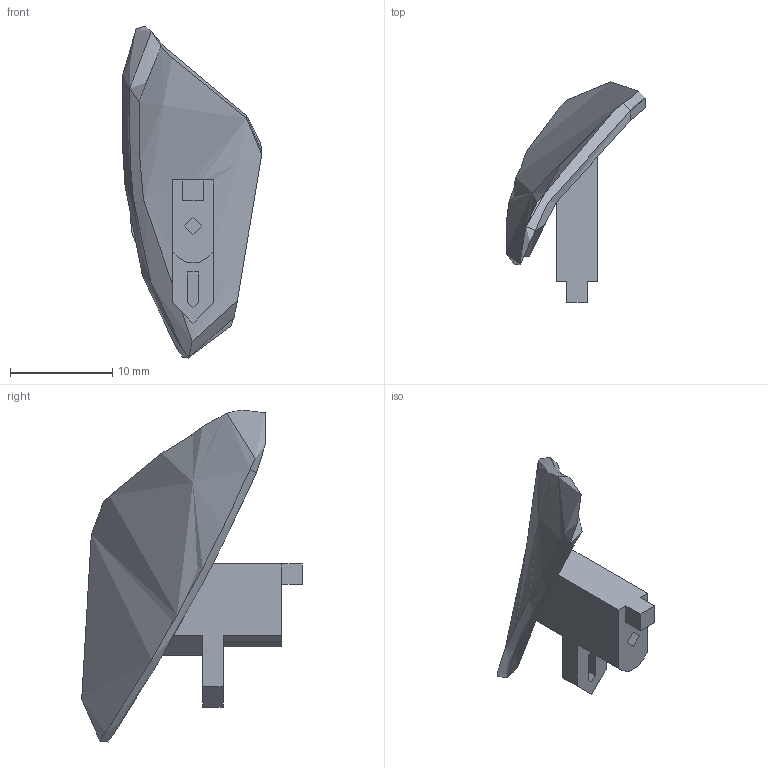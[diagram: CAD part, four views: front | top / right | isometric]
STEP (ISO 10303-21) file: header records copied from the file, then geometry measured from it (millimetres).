
FILE_DESCRIPTION(/* description */ (''),/* implementation_level */ '2;1');
FILE_NAME(/* name */ 'HbBatteryDoorKnob03.stp',/* time_stamp */ '2017-05-31T21:21:07+09:00',/* author */ ('sktom'),/* organization */ (''),/* preprocessor_version */ 'ST-DEVELOPER v16.5',/* originating_system */ 'Autodesk Inventor 2017',/* authorisation */ '');
FILE_SCHEMA (('AUTOMOTIVE_DESIGN { 1 0 10303 214 3 1 1 }'));
Length unit declared in the file: millimetre
Products named in the file (1): HbBatteryDoorKnob03
Bounding box: 13.64 x 21.58 x 32.48 mm (x, y, z)
Volume: 1172.3 mm3; surface area: 1806.1 mm2
Topology: 1 solids, 2 shells, 39 faces, 125 edges, 90 vertices
Faces by surface type: plane 22, bspline 15, cylinder 2
Full cylindrical faces by diameter (mm): 1.7 x1
Entity records: 4062 total; most frequent: CARTESIAN_POINT 3051, ORIENTED_EDGE 239, DIRECTION 135, EDGE_CURVE 124, VERTEX_POINT 90, LINE 59, VECTOR 59, B_SPLINE_CURVE_WITH_KNOTS 52
